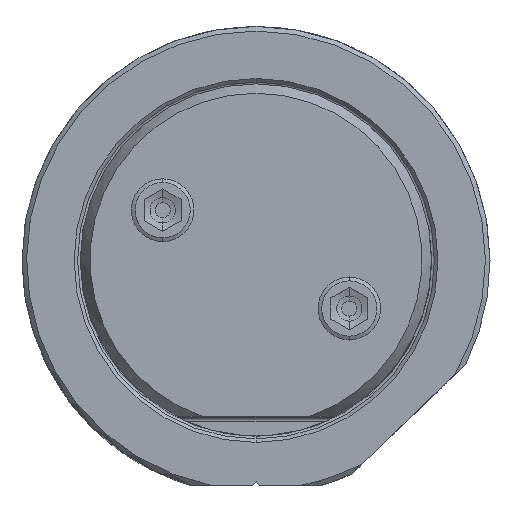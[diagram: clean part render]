
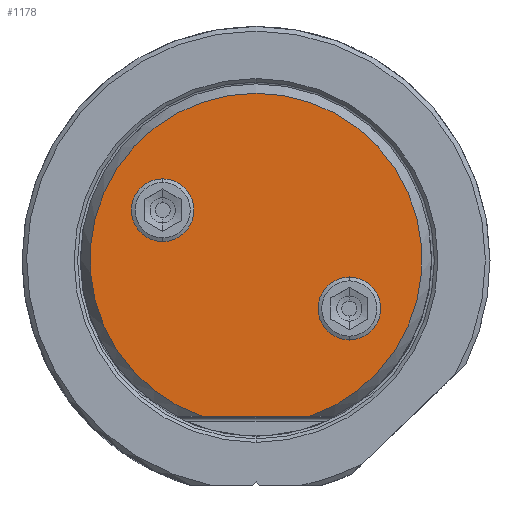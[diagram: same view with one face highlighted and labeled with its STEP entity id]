
A CAD part, top view. The second image highlights one B-rep face of the part: STEP entity #1178.
In plain terms, the highlighted planar face has unit normal (0, 0, 1).
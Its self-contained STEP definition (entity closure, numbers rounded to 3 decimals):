
#88=FACE_BOUND('',#1867,.T.);
#89=FACE_BOUND('',#1868,.T.);
#90=FACE_BOUND('',#1869,.T.);
#188=PLANE('',#6209);
#404=LINE('',#11998,#726);
#726=VECTOR('',#7378,1.);
#1178=ADVANCED_FACE('',(#88,#89,#90),#188,.T.);
#1867=EDGE_LOOP('',(#3116,#3117,#3118));
#1868=EDGE_LOOP('',(#3119,#3120));
#1869=EDGE_LOOP('',(#3121,#3122));
#3116=ORIENTED_EDGE('',*,*,#5047,.T.);
#3117=ORIENTED_EDGE('',*,*,#5050,.T.);
#3118=ORIENTED_EDGE('',*,*,#5048,.T.);
#3119=ORIENTED_EDGE('',*,*,#5053,.T.);
#3120=ORIENTED_EDGE('',*,*,#5054,.T.);
#3121=ORIENTED_EDGE('',*,*,#5055,.T.);
#3122=ORIENTED_EDGE('',*,*,#5056,.T.);
#4342=VERTEX_POINT('',#11988);
#4343=VERTEX_POINT('',#11990);
#4344=VERTEX_POINT('',#11992);
#4345=VERTEX_POINT('',#12005);
#4346=VERTEX_POINT('',#12006);
#4347=VERTEX_POINT('',#12009);
#4348=VERTEX_POINT('',#12010);
#5047=EDGE_CURVE('',#4343,#4342,#5568,.T.);
#5048=EDGE_CURVE('',#4344,#4343,#5569,.T.);
#5050=EDGE_CURVE('',#4342,#4344,#404,.T.);
#5053=EDGE_CURVE('',#4345,#4346,#5570,.T.);
#5054=EDGE_CURVE('',#4346,#4345,#5571,.T.);
#5055=EDGE_CURVE('',#4347,#4348,#5572,.T.);
#5056=EDGE_CURVE('',#4348,#4347,#5573,.T.);
#5568=CIRCLE('',#6199,18.022);
#5569=CIRCLE('',#6200,18.022);
#5570=CIRCLE('',#6205,3.4);
#5571=CIRCLE('',#6206,3.4);
#5572=CIRCLE('',#6207,3.4);
#5573=CIRCLE('',#6208,3.4);
#6199=AXIS2_PLACEMENT_3D('',#11989,#7372,#7373);
#6200=AXIS2_PLACEMENT_3D('',#11991,#7374,#7375);
#6205=AXIS2_PLACEMENT_3D('',#12004,#7387,#7388);
#6206=AXIS2_PLACEMENT_3D('',#12007,#7389,#7390);
#6207=AXIS2_PLACEMENT_3D('',#12008,#7391,#7392);
#6208=AXIS2_PLACEMENT_3D('',#12011,#7393,#7394);
#6209=AXIS2_PLACEMENT_3D('',#12012,#7395,#7396);
#7372=DIRECTION('',(0.,0.,1.));
#7373=DIRECTION('',(0.,1.,0.));
#7374=DIRECTION('',(0.,0.,1.));
#7375=DIRECTION('',(0.324,-0.946,0.));
#7378=DIRECTION('',(1.,0.,0.));
#7387=DIRECTION('',(0.,0.,-1.));
#7388=DIRECTION('',(1.,0.,0.));
#7389=DIRECTION('',(0.,0.,-1.));
#7390=DIRECTION('',(-1.,0.,0.));
#7391=DIRECTION('',(0.,0.,-1.));
#7392=DIRECTION('',(1.,0.,0.));
#7393=DIRECTION('',(0.,0.,-1.));
#7394=DIRECTION('',(-1.,0.,0.));
#7395=DIRECTION('',(0.,0.,1.));
#7396=DIRECTION('',(1.,0.,0.));
#11988=CARTESIAN_POINT('',(-5.839,-17.05,69.85));
#11989=CARTESIAN_POINT('',(0.,0.,69.85));
#11990=CARTESIAN_POINT('',(0.,18.022,69.85));
#11991=CARTESIAN_POINT('',(0.,0.,69.85));
#11992=CARTESIAN_POINT('',(5.839,-17.05,69.85));
#11998=CARTESIAN_POINT('',(-5.839,-17.05,69.85));
#12004=CARTESIAN_POINT('',(10.133,-5.338,69.85));
#12005=CARTESIAN_POINT('',(13.533,-5.338,69.85));
#12006=CARTESIAN_POINT('',(6.733,-5.338,69.85));
#12007=CARTESIAN_POINT('',(10.133,-5.338,69.85));
#12008=CARTESIAN_POINT('',(-10.133,5.338,69.85));
#12009=CARTESIAN_POINT('',(-6.733,5.338,69.85));
#12010=CARTESIAN_POINT('',(-13.533,5.338,69.85));
#12011=CARTESIAN_POINT('',(-10.133,5.338,69.85));
#12012=CARTESIAN_POINT('',(0.,0.487,69.85));
